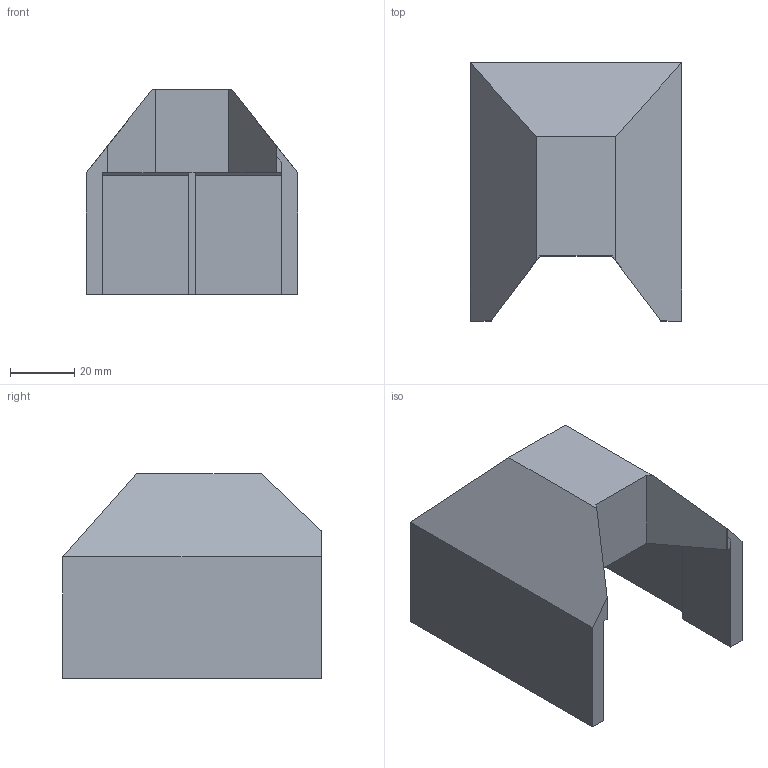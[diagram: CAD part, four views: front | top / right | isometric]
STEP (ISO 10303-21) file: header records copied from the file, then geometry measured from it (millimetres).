
FILE_DESCRIPTION(/* description */ (''),/* implementation_level */ '2;1');
FILE_NAME(/* name */ 'MT_topcover v1.step',/* time_stamp */ '2024-07-03T11:14:56+02:00',/* author */ (''),/* organization */ (''),/* preprocessor_version */ 'ST-DEVELOPER v20',/* originating_system */ 'Autodesk Translation Framework v13.14.0.145',/* authorisation */ '');
FILE_SCHEMA (('AUTOMOTIVE_DESIGN { 1 0 10303 214 3 1 1 }'));
Length unit declared in the file: millimetre
Products named in the file (1): MT_topcover
Bounding box: 66 x 80.69 x 64 mm (x, y, z)
Volume: 35782.5 mm3; surface area: 37064.4 mm2
Topology: 1 solids, 3 shells, 55 faces, 144 edges, 94 vertices
Faces by surface type: plane 55
Entity records: 1688 total; most frequent: CARTESIAN_POINT 294, ORIENTED_EDGE 288, DIRECTION 256, LINE 144, VECTOR 144, EDGE_CURVE 144, VERTEX_POINT 94, AXIS2_PLACEMENT_3D 56
